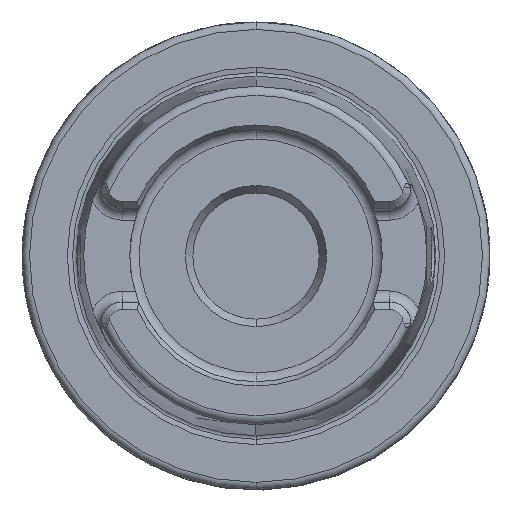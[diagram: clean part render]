
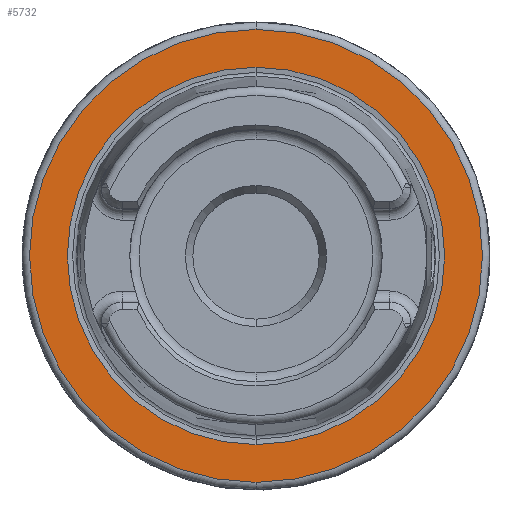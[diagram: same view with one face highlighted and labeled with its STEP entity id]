
A CAD part, top view. The second image highlights one B-rep face of the part: STEP entity #5732.
In plain terms, the highlighted planar face has unit normal (0, 0, 1).
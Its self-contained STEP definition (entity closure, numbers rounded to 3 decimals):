
#1264=CARTESIAN_POINT('',(0,0,26));
#1265=DIRECTION('',(0,0,-1));
#1266=DIRECTION('',(0,1,0));
#1267=AXIS2_PLACEMENT_3D('',#1264,#1265,#1266);
#1277=CARTESIAN_POINT('',(0,0,26));
#1278=DIRECTION('',(0,0,1));
#1279=DIRECTION('',(0,1,0));
#1280=AXIS2_PLACEMENT_3D('',#1277,#1278,#1279);
#1282=CARTESIAN_POINT('',(0,0,26));
#1283=DIRECTION('',(0,0,1));
#1284=DIRECTION('',(0,1,0));
#1285=AXIS2_PLACEMENT_3D('',#1282,#1283,#1284);
#1287=CARTESIAN_POINT('',(0,0,26));
#1288=DIRECTION('',(0,0,1));
#1289=DIRECTION('',(0,-1,0));
#1290=AXIS2_PLACEMENT_3D('',#1287,#1288,#1289);
#3760=CARTESIAN_POINT('',(0,25.409,26));
#3762=VERTEX_POINT('',#3760);
#3796=CARTESIAN_POINT('',(0,-25.409,26));
#3798=VERTEX_POINT('',#3796);
#3862=CARTESIAN_POINT('',(0,30.5,26));
#3863=CARTESIAN_POINT('',(0,-30.5,26));
#3864=VERTEX_POINT('',#3862);
#3865=VERTEX_POINT('',#3863);
#5717=CARTESIAN_POINT('',(0,0,26));
#5718=DIRECTION('',(0,0,-1));
#5719=DIRECTION('',(0,-1,0));
#5720=AXIS2_PLACEMENT_3D('',#5717,#5718,#5719);
#5721=PLANE('',#5720);
#5723=ORIENTED_EDGE('',*,*,#5722,.F.);
#5725=ORIENTED_EDGE('',*,*,#5724,.F.);
#5726=EDGE_LOOP('',(#5723,#5725));
#5727=FACE_OUTER_BOUND('',#5726,.F.);
#5728=ORIENTED_EDGE('',*,*,#5712,.T.);
#5729=ORIENTED_EDGE('',*,*,#5696,.F.);
#5730=EDGE_LOOP('',(#5728,#5729));
#5731=FACE_BOUND('',#5730,.F.);
#5732=ADVANCED_FACE('',(#5727,#5731),#5721,.F.);
#1268=CIRCLE('',#1267,25.409);
#1281=CIRCLE('',#1280,25.409);
#1286=CIRCLE('',#1285,30.5);
#1291=CIRCLE('',#1290,30.5);
#5696=EDGE_CURVE('',#3762,#3798,#1268,.T.);
#5712=EDGE_CURVE('',#3762,#3798,#1281,.T.);
#5722=EDGE_CURVE('',#3864,#3865,#1286,.T.);
#5724=EDGE_CURVE('',#3865,#3864,#1291,.T.);
